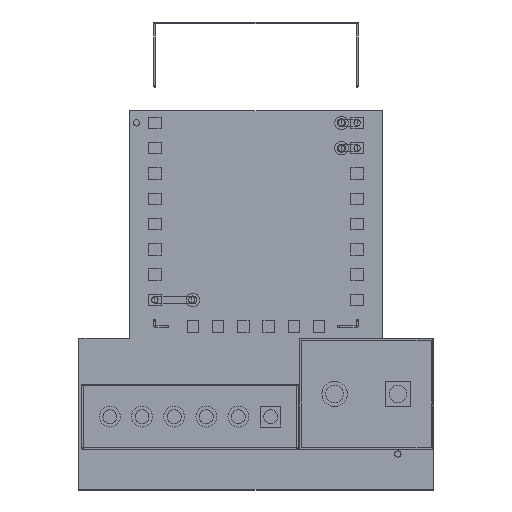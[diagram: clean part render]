
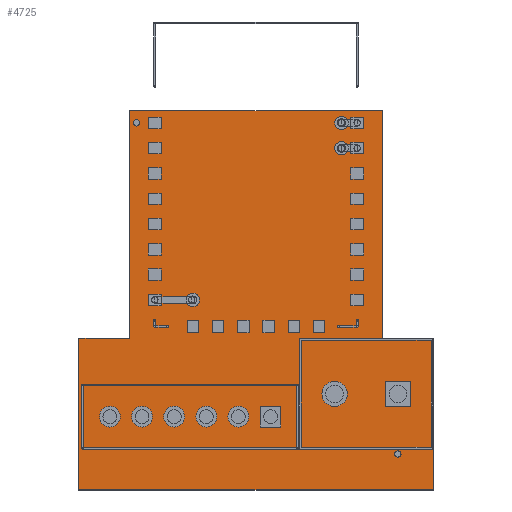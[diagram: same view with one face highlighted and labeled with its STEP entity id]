
A CAD part, top view. The second image highlights one B-rep face of the part: STEP entity #4725.
In plain terms, the highlighted planar face has unit normal (0, 0, 1).
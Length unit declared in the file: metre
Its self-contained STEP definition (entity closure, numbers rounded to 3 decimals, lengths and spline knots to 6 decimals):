
#4725 = ADVANCED_FACE( '', ( #8634 ), #8635, .F. );
#4765 = EDGE_CURVE( '', #7162, #8693, #8694, .T. );
#4947 = EDGE_CURVE( '', #8007, #8560, #8967, .T. );
#5349 = EDGE_CURVE( '', #9527, #7162, #9528, .T. );
#5977 = EDGE_CURVE( '', #8440, #7234, #10377, .T. );
#6121 = EDGE_CURVE( '', #8560, #8291, #10567, .T. );
#6227 = EDGE_CURVE( '', #8693, #8007, #10705, .T. );
#6295 = EDGE_CURVE( '', #7234, #9527, #10793, .T. );
#6435 = EDGE_CURVE( '', #8291, #8440, #10961, .T. );
#7162 = VERTEX_POINT( '', #11058 );
#7234 = VERTEX_POINT( '', #11156 );
#8007 = VERTEX_POINT( '', #12171 );
#8291 = VERTEX_POINT( '', #12548 );
#8440 = VERTEX_POINT( '', #12757 );
#8560 = VERTEX_POINT( '', #12914 );
#8634 = FACE_OUTER_BOUND( '', #13008, .T. );
#8635 = PLANE( '', #13009 );
#8693 = VERTEX_POINT( '', #13087 );
#8694 = LINE( '', #13088, #13089 );
#8967 = LINE( '', #13455, #13456 );
#9527 = VERTEX_POINT( '', #14239 );
#9528 = LINE( '', #14240, #14241 );
#10377 = LINE( '', #15422, #15423 );
#10567 = LINE( '', #15682, #15683 );
#10705 = LINE( '', #15875, #15876 );
#10793 = LINE( '', #15999, #16000 );
#10961 = LINE( '', #16261, #16262 );
#11058 = CARTESIAN_POINT( '', ( 0.028, 0., -0.000035 ) );
#11156 = CARTESIAN_POINT( '', ( 0., 0.012, -0.000035 ) );
#12171 = CARTESIAN_POINT( '', ( 0.024, 0.012, -0.000035 ) );
#12548 = CARTESIAN_POINT( '', ( 0.004, 0.03, -0.000035 ) );
#12757 = CARTESIAN_POINT( '', ( 0.004, 0.012, -0.000035 ) );
#12914 = CARTESIAN_POINT( '', ( 0.024, 0.03, -0.000035 ) );
#13008 = EDGE_LOOP( '', ( #18021, #18022, #18023, #18024, #18025, #18026, #18027, #18028 ) );
#13009 = AXIS2_PLACEMENT_3D( '', #18029, #18030, #18031 );
#13087 = CARTESIAN_POINT( '', ( 0.028, 0.012, -0.000035 ) );
#13088 = CARTESIAN_POINT( '', ( 0.028, 0., -0.000035 ) );
#13089 = VECTOR( '', #18110, 1. );
#13455 = CARTESIAN_POINT( '', ( 0.024, 0.012, -0.000035 ) );
#13456 = VECTOR( '', #18453, 1. );
#14239 = CARTESIAN_POINT( '', ( 0., 0., -0.000035 ) );
#14240 = CARTESIAN_POINT( '', ( 0., 0., -0.000035 ) );
#14241 = VECTOR( '', #19150, 1. );
#15422 = CARTESIAN_POINT( '', ( 0.004, 0.012, -0.000035 ) );
#15423 = VECTOR( '', #20285, 1. );
#15682 = CARTESIAN_POINT( '', ( 0.024, 0.03, -0.000035 ) );
#15683 = VECTOR( '', #20586, 1. );
#15875 = CARTESIAN_POINT( '', ( 0.028, 0.012, -0.000035 ) );
#15876 = VECTOR( '', #20790, 1. );
#15999 = CARTESIAN_POINT( '', ( 0., 0.012, -0.000035 ) );
#16000 = VECTOR( '', #20924, 1. );
#16261 = CARTESIAN_POINT( '', ( 0.004, 0.03, -0.000035 ) );
#16262 = VECTOR( '', #21117, 1. );
#18021 = ORIENTED_EDGE( '', *, *, #5349, .T. );
#18022 = ORIENTED_EDGE( '', *, *, #4765, .T. );
#18023 = ORIENTED_EDGE( '', *, *, #6227, .T. );
#18024 = ORIENTED_EDGE( '', *, *, #4947, .T. );
#18025 = ORIENTED_EDGE( '', *, *, #6121, .T. );
#18026 = ORIENTED_EDGE( '', *, *, #6435, .T. );
#18027 = ORIENTED_EDGE( '', *, *, #5977, .T. );
#18028 = ORIENTED_EDGE( '', *, *, #6295, .T. );
#18029 = CARTESIAN_POINT( '', ( 0., 0., -0.000035 ) );
#18030 = DIRECTION( '', ( 0., 0., -1. ) );
#18031 = DIRECTION( '', ( 0., -1., 0. ) );
#18110 = DIRECTION( '', ( 0., 1., 0. ) );
#18453 = DIRECTION( '', ( 0., 1., 0. ) );
#19150 = DIRECTION( '', ( 1., 0., 0. ) );
#20285 = DIRECTION( '', ( -1., 0., 0. ) );
#20586 = DIRECTION( '', ( -1., 0., 0. ) );
#20790 = DIRECTION( '', ( -1., 0., 0. ) );
#20924 = DIRECTION( '', ( 0., -1., 0. ) );
#21117 = DIRECTION( '', ( 0., -1., 0. ) );
